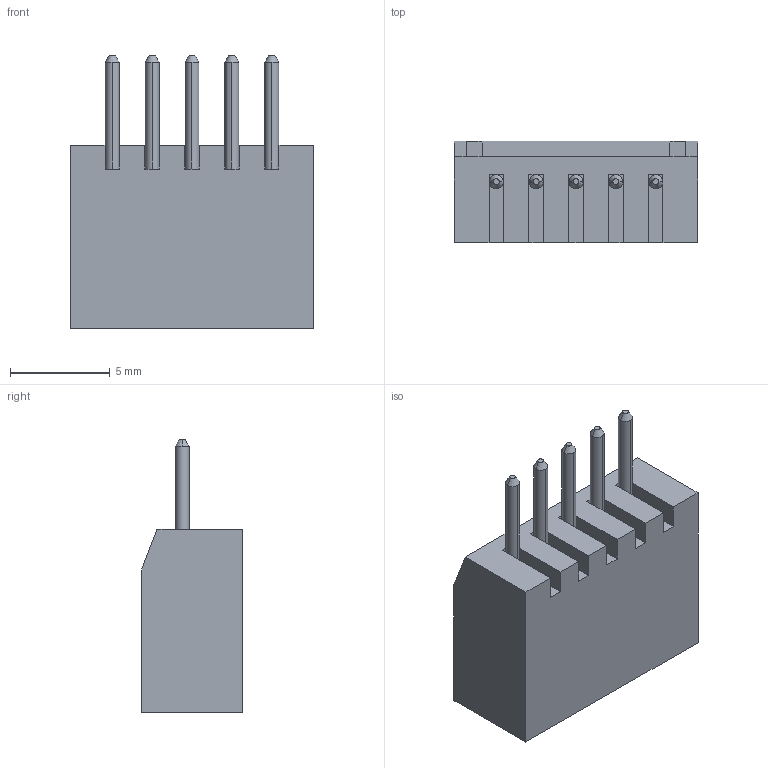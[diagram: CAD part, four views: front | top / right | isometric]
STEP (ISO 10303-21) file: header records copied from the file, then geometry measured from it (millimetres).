
FILE_DESCRIPTION (( 'STEP AP214' ), '1' );
FILE_NAME ('F2JL04-S05SD000-01-REF .STEP', '2025-12-02T03:02:44', ( '' ), ( '' ), 'SwSTEP 2.0', 'SolidWorks 2021', '' );
FILE_SCHEMA (( 'AUTOMOTIVE_DESIGN' ));
Length unit declared in the file: millimetre
Products named in the file (1): F2JL04-S05SD000-01-REF 
Bounding box: 12.2 x 5.1 x 13.7 mm (x, y, z)
Volume: 298.2 mm3; surface area: 724.3 mm2
Topology: 1 solids, 1 shells, 133 faces, 374 edges, 239 vertices
Faces by surface type: plane 73, cylinder 30, cone 20, sphere 10
Entity records: 4162 total; most frequent: DIRECTION 722, CARTESIAN_POINT 717, ORIENTED_EDGE 708, EDGE_CURVE 354, LINE 254, VECTOR 254, AXIS2_PLACEMENT_3D 234, VERTEX_POINT 229
